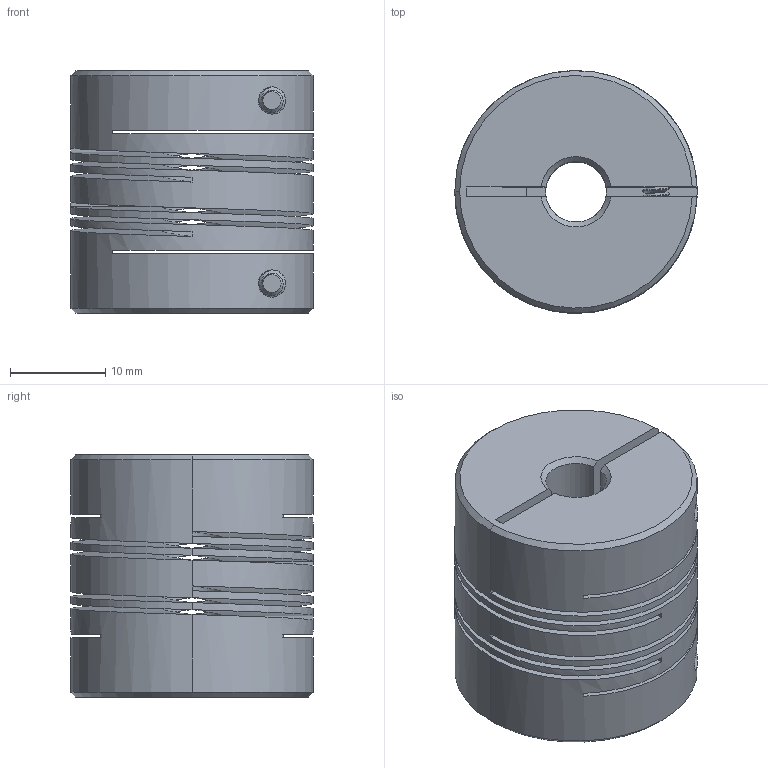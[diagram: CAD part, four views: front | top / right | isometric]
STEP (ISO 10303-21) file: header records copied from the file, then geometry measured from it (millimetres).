
FILE_DESCRIPTION (( 'STEP AP214' ), '1' );
FILE_NAME ('WCP-0043 Rev1.STEP', '2017-01-03T07:55:22', ( '' ), ( '' ), 'SwSTEP 2.0', 'SolidWorks 2016', '' );
FILE_SCHEMA (( 'AUTOMOTIVE_DESIGN' ));
Length unit declared in the file: inch
Products named in the file (1): WCP-0043 Rev1
Bounding box: 25.4 x 25.4 x 25.4 mm (x, y, z)
Volume: 10121.8 mm3; surface area: 10605.7 mm2
Topology: 3 solids, 3 shells, 196 faces, 525 edges, 333 vertices
Faces by surface type: cylinder 100, plane 48, cone 34, bspline 14
Entity records: 10821 total; most frequent: CARTESIAN_POINT 6473, ORIENTED_EDGE 1050, DIRECTION 739, EDGE_CURVE 525, VERTEX_POINT 333, AXIS2_PLACEMENT_3D 269, EDGE_LOOP 212, LINE 201
